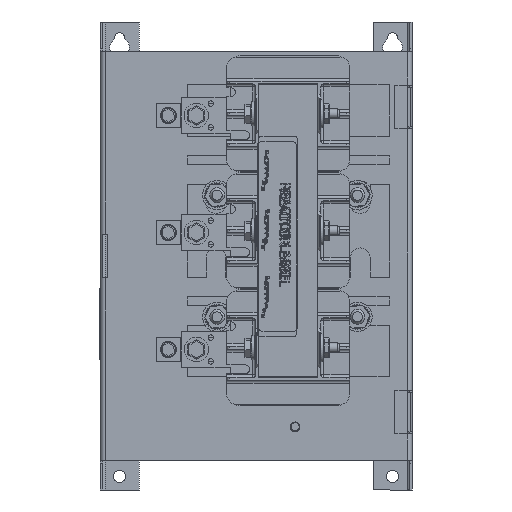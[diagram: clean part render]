
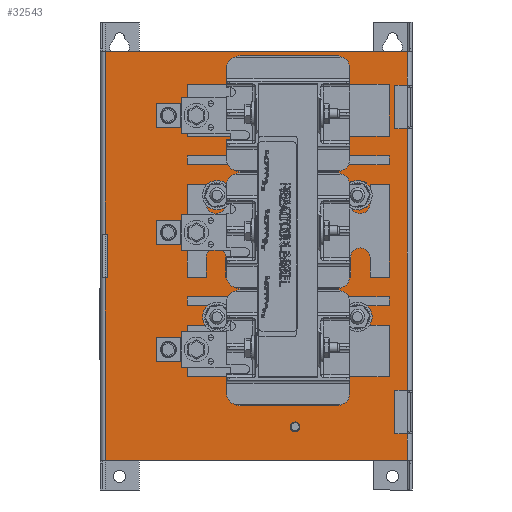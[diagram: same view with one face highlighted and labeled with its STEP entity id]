
A CAD part, front view. The second image highlights one B-rep face of the part: STEP entity #32543.
In plain terms, the highlighted face is planar.
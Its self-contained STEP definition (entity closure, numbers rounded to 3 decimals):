
#1240=FACE_BOUND('',#5083,.T.);
#1241=FACE_BOUND('',#5084,.T.);
#1242=FACE_BOUND('',#5085,.T.);
#1243=FACE_BOUND('',#5086,.T.);
#1244=FACE_BOUND('',#5087,.T.);
#1245=FACE_BOUND('',#5088,.T.);
#1246=FACE_BOUND('',#5089,.T.);
#1556=PLANE('',#35144);
#3205=FACE_OUTER_BOUND('',#5082,.T.);
#5082=EDGE_LOOP('',(#22905,#22906,#22907,#22908,#22909,#22910,#22911,#22912,
#22913,#22914,#22915,#22916,#22917,#22918,#22919,#22920));
#5083=EDGE_LOOP('',(#22921));
#5084=EDGE_LOOP('',(#22922));
#5085=EDGE_LOOP('',(#22923));
#5086=EDGE_LOOP('',(#22924));
#5087=EDGE_LOOP('',(#22925));
#5088=EDGE_LOOP('',(#22926));
#5089=EDGE_LOOP('',(#22927));
#7282=LINE('',#48123,#10348);
#7286=LINE('',#48131,#10352);
#7289=LINE('',#48139,#10355);
#7307=LINE('',#48180,#10373);
#7308=LINE('',#48182,#10374);
#7309=LINE('',#48184,#10375);
#7310=LINE('',#48186,#10376);
#7311=LINE('',#48188,#10377);
#7312=LINE('',#48190,#10378);
#7313=LINE('',#48192,#10379);
#7314=LINE('',#48194,#10380);
#7315=LINE('',#48196,#10381);
#7316=LINE('',#48198,#10382);
#7317=LINE('',#48200,#10383);
#7318=LINE('',#48202,#10384);
#7319=LINE('',#48203,#10385);
#10348=VECTOR('',#38691,0.394);
#10352=VECTOR('',#38697,0.394);
#10355=VECTOR('',#38704,0.394);
#10373=VECTOR('',#38736,0.394);
#10374=VECTOR('',#38737,0.091);
#10375=VECTOR('',#38738,0.394);
#10376=VECTOR('',#38739,0.394);
#10377=VECTOR('',#38740,0.394);
#10378=VECTOR('',#38741,0.394);
#10379=VECTOR('',#38742,0.394);
#10380=VECTOR('',#38743,0.394);
#10381=VECTOR('',#38744,0.394);
#10382=VECTOR('',#38745,0.394);
#10383=VECTOR('',#38746,0.394);
#10384=VECTOR('',#38747,0.091);
#10385=VECTOR('',#38748,0.394);
#13254=CIRCLE('',#34941,0.125);
#13267=CIRCLE('',#34968,0.19);
#13269=CIRCLE('',#34971,0.19);
#13271=CIRCLE('',#34974,0.19);
#13273=CIRCLE('',#34977,0.19);
#13275=CIRCLE('',#34980,0.19);
#13277=CIRCLE('',#34983,0.19);
#14599=VERTEX_POINT('',#47592);
#14612=VERTEX_POINT('',#47641);
#14614=VERTEX_POINT('',#47647);
#14616=VERTEX_POINT('',#47653);
#14618=VERTEX_POINT('',#47659);
#14620=VERTEX_POINT('',#47665);
#14622=VERTEX_POINT('',#47671);
#14773=VERTEX_POINT('',#48120);
#14774=VERTEX_POINT('',#48122);
#14777=VERTEX_POINT('',#48130);
#14780=VERTEX_POINT('',#48138);
#14796=VERTEX_POINT('',#48179);
#14797=VERTEX_POINT('',#48181);
#14798=VERTEX_POINT('',#48183);
#14799=VERTEX_POINT('',#48185);
#14800=VERTEX_POINT('',#48187);
#14801=VERTEX_POINT('',#48189);
#14802=VERTEX_POINT('',#48191);
#14803=VERTEX_POINT('',#48193);
#14804=VERTEX_POINT('',#48195);
#14805=VERTEX_POINT('',#48197);
#14806=VERTEX_POINT('',#48199);
#14807=VERTEX_POINT('',#48201);
#17672=EDGE_CURVE('',#14599,#14599,#13254,.T.);
#17693=EDGE_CURVE('',#14612,#14612,#13267,.T.);
#17696=EDGE_CURVE('',#14614,#14614,#13269,.T.);
#17699=EDGE_CURVE('',#14616,#14616,#13271,.T.);
#17702=EDGE_CURVE('',#14618,#14618,#13273,.T.);
#17705=EDGE_CURVE('',#14620,#14620,#13275,.T.);
#17708=EDGE_CURVE('',#14622,#14622,#13277,.T.);
#17933=EDGE_CURVE('',#14774,#14773,#7282,.T.);
#17937=EDGE_CURVE('',#14777,#14774,#7286,.T.);
#17941=EDGE_CURVE('',#14780,#14777,#7289,.T.);
#17962=EDGE_CURVE('',#14773,#14796,#7307,.T.);
#17963=EDGE_CURVE('',#14796,#14797,#7308,.T.);
#17964=EDGE_CURVE('',#14797,#14798,#7309,.T.);
#17965=EDGE_CURVE('',#14798,#14799,#7310,.T.);
#17966=EDGE_CURVE('',#14799,#14800,#7311,.T.);
#17967=EDGE_CURVE('',#14800,#14801,#7312,.T.);
#17968=EDGE_CURVE('',#14801,#14802,#7313,.T.);
#17969=EDGE_CURVE('',#14802,#14803,#7314,.T.);
#17970=EDGE_CURVE('',#14803,#14804,#7315,.T.);
#17971=EDGE_CURVE('',#14804,#14805,#7316,.T.);
#17972=EDGE_CURVE('',#14805,#14806,#7317,.T.);
#17973=EDGE_CURVE('',#14807,#14806,#7318,.T.);
#17974=EDGE_CURVE('',#14807,#14780,#7319,.T.);
#22905=ORIENTED_EDGE('',*,*,#17941,.T.);
#22906=ORIENTED_EDGE('',*,*,#17937,.T.);
#22907=ORIENTED_EDGE('',*,*,#17933,.T.);
#22908=ORIENTED_EDGE('',*,*,#17962,.T.);
#22909=ORIENTED_EDGE('',*,*,#17963,.T.);
#22910=ORIENTED_EDGE('',*,*,#17964,.T.);
#22911=ORIENTED_EDGE('',*,*,#17965,.T.);
#22912=ORIENTED_EDGE('',*,*,#17966,.T.);
#22913=ORIENTED_EDGE('',*,*,#17967,.T.);
#22914=ORIENTED_EDGE('',*,*,#17968,.T.);
#22915=ORIENTED_EDGE('',*,*,#17969,.T.);
#22916=ORIENTED_EDGE('',*,*,#17970,.T.);
#22917=ORIENTED_EDGE('',*,*,#17971,.T.);
#22918=ORIENTED_EDGE('',*,*,#17972,.T.);
#22919=ORIENTED_EDGE('',*,*,#17973,.F.);
#22920=ORIENTED_EDGE('',*,*,#17974,.T.);
#22921=ORIENTED_EDGE('',*,*,#17672,.T.);
#22922=ORIENTED_EDGE('',*,*,#17693,.T.);
#22923=ORIENTED_EDGE('',*,*,#17696,.T.);
#22924=ORIENTED_EDGE('',*,*,#17699,.T.);
#22925=ORIENTED_EDGE('',*,*,#17702,.T.);
#22926=ORIENTED_EDGE('',*,*,#17705,.T.);
#22927=ORIENTED_EDGE('',*,*,#17708,.T.);
#32543=ADVANCED_FACE('',(#3205,#1240,#1241,#1242,#1243,#1244,#1245,#1246),
#1556,.F.);
#34941=AXIS2_PLACEMENT_3D('',#47594,#38143,#38144);
#34968=AXIS2_PLACEMENT_3D('',#47642,#38205,#38206);
#34971=AXIS2_PLACEMENT_3D('',#47648,#38212,#38213);
#34974=AXIS2_PLACEMENT_3D('',#47654,#38219,#38220);
#34977=AXIS2_PLACEMENT_3D('',#47660,#38226,#38227);
#34980=AXIS2_PLACEMENT_3D('',#47666,#38233,#38234);
#34983=AXIS2_PLACEMENT_3D('',#47672,#38240,#38241);
#35144=AXIS2_PLACEMENT_3D('',#48178,#38734,#38735);
#38143=DIRECTION('center_axis',(-1.,0.,0.));
#38144=DIRECTION('ref_axis',(0.,0.,
1.));
#38205=DIRECTION('center_axis',(-1.,0.,0.));
#38206=DIRECTION('ref_axis',(0.,0.,1.));
#38212=DIRECTION('center_axis',(-1.,0.,0.));
#38213=DIRECTION('ref_axis',(0.,0.,
1.));
#38219=DIRECTION('center_axis',(-1.,0.,0.));
#38220=DIRECTION('ref_axis',(0.,0.,1.));
#38226=DIRECTION('center_axis',(-1.,0.,0.));
#38227=DIRECTION('ref_axis',(0.,0.,1.));
#38233=DIRECTION('center_axis',(-1.,0.,0.));
#38234=DIRECTION('ref_axis',(0.,0.,1.));
#38240=DIRECTION('center_axis',(-1.,0.,0.));
#38241=DIRECTION('ref_axis',(0.,0.,
1.));
#38691=DIRECTION('',(0.,-1.,0.));
#38697=DIRECTION('',(0.,0.,-1.));
#38704=DIRECTION('',(0.,1.,0.));
#38734=DIRECTION('center_axis',(-1.,0.,0.));
#38735=DIRECTION('ref_axis',(0.,0.,
1.));
#38736=DIRECTION('',(0.,0.,-1.));
#38737=DIRECTION('',(0.,1.,0.));
#38738=DIRECTION('',(0.,0.,1.));
#38739=DIRECTION('',(0.,-1.,0.));
#38740=DIRECTION('',(0.,0.,1.));
#38741=DIRECTION('',(0.,1.,0.));
#38742=DIRECTION('',(0.,0.,1.));
#38743=DIRECTION('',(0.,-1.,0.));
#38744=DIRECTION('',(0.,0.,1.));
#38745=DIRECTION('',(0.,1.,0.));
#38746=DIRECTION('',(0.,0.,1.));
#38747=DIRECTION('',(0.,1.,0.));
#38748=DIRECTION('',(0.,0.,-1.));
#47592=CARTESIAN_POINT('',(3.25,5.,1.495));
#47594=CARTESIAN_POINT('Origin',(3.25,5.,1.62));
#47641=CARTESIAN_POINT('',(3.25,3.75,4.25));
#47642=CARTESIAN_POINT('Origin',(3.25,3.75,4.44));
#47647=CARTESIAN_POINT('',(3.25,3.,7.37));
#47648=CARTESIAN_POINT('Origin',(3.25,3.,7.56));
#47653=CARTESIAN_POINT('',(3.25,6.6,7.37));
#47654=CARTESIAN_POINT('Origin',(3.25,6.6,7.56));
#47659=CARTESIAN_POINT('',(3.25,3.75,7.37));
#47660=CARTESIAN_POINT('Origin',(3.25,3.75,7.56));
#47665=CARTESIAN_POINT('',(3.25,6.6,4.25));
#47666=CARTESIAN_POINT('Origin',(3.25,6.6,4.44));
#47671=CARTESIAN_POINT('',(3.25,3.,4.25));
#47672=CARTESIAN_POINT('Origin',(3.25,3.,4.44));
#48120=CARTESIAN_POINT('',(3.25,0.127,5.44));
#48122=CARTESIAN_POINT('',(3.25,0.193,5.44));
#48123=CARTESIAN_POINT('',(3.25,2.093,5.44));
#48130=CARTESIAN_POINT('',(3.25,0.193,6.56));
#48131=CARTESIAN_POINT('',(3.25,0.193,6.28));
#48138=CARTESIAN_POINT('',(3.25,0.127,6.56));
#48139=CARTESIAN_POINT('',(3.25,2.028,6.56));
#48178=CARTESIAN_POINT('Origin',(3.25,3.992,6.));
#48179=CARTESIAN_POINT('',(3.25,0.127,0.75));
#48180=CARTESIAN_POINT('',(3.25,0.127,6.));
#48181=CARTESIAN_POINT('',(3.25,7.873,0.75));
#48182=CARTESIAN_POINT('',(3.25,-0.16,0.75));
#48183=CARTESIAN_POINT('',(3.25,7.873,1.441));
#48184=CARTESIAN_POINT('',(3.25,7.873,8.625));
#48185=CARTESIAN_POINT('',(3.25,7.56,1.441));
#48186=CARTESIAN_POINT('',(3.25,5.996,1.441));
#48187=CARTESIAN_POINT('',(3.25,7.56,2.559));
#48188=CARTESIAN_POINT('',(3.25,7.56,3.721));
#48189=CARTESIAN_POINT('',(3.25,7.873,2.559));
#48190=CARTESIAN_POINT('',(3.25,5.776,2.559));
#48191=CARTESIAN_POINT('',(3.25,7.873,9.261));
#48192=CARTESIAN_POINT('',(3.25,7.873,8.625));
#48193=CARTESIAN_POINT('',(3.25,7.56,9.261));
#48194=CARTESIAN_POINT('',(3.25,5.996,9.261));
#48195=CARTESIAN_POINT('',(3.25,7.56,10.379));
#48196=CARTESIAN_POINT('',(3.25,7.56,7.631));
#48197=CARTESIAN_POINT('',(3.25,7.873,10.379));
#48198=CARTESIAN_POINT('',(3.25,5.776,10.379));
#48199=CARTESIAN_POINT('',(3.25,7.873,11.25));
#48200=CARTESIAN_POINT('',(3.25,7.873,8.625));
#48201=CARTESIAN_POINT('',(3.25,0.127,11.25));
#48202=CARTESIAN_POINT('',(3.25,-0.16,11.25));
#48203=CARTESIAN_POINT('',(3.25,0.127,6.));
